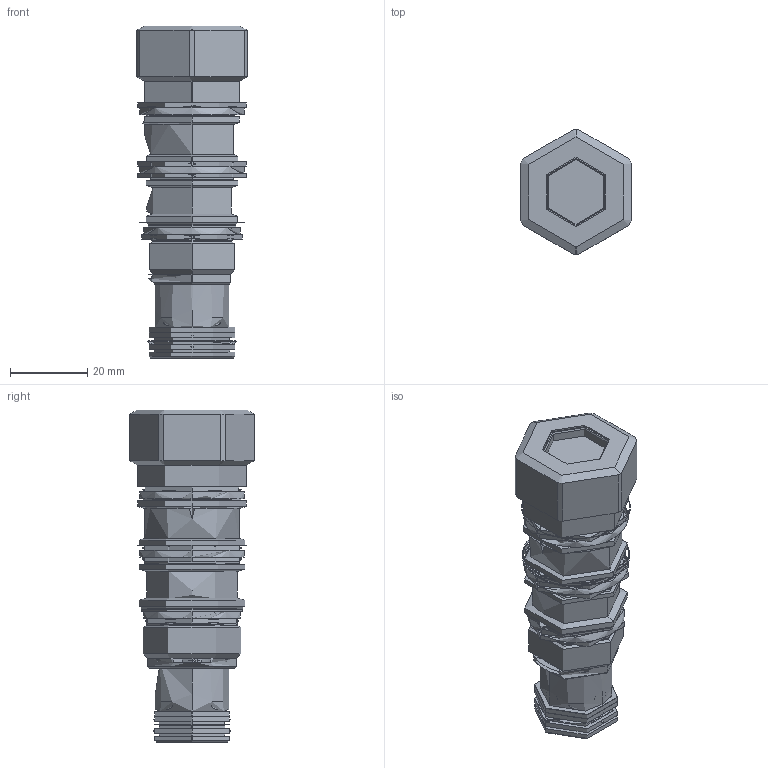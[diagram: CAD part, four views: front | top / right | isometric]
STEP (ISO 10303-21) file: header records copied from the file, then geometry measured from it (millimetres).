
FILE_DESCRIPTION((''),'2;1');
FILE_NAME('RVED8WN_SW','2021-08-06T09:58:08',('charlief'),(''),'CREO PARAMETRIC BY PTC INC, 2021072','CREO PARAMETRIC BY PTC INC, 2021072','');
FILE_SCHEMA(('CONFIG_CONTROL_DESIGN'));
Length unit declared in the file: inch
Products named in the file (1): RVED8WN_SW
Bounding box: 28.57 x 32.21 x 85.75 mm (x, y, z)
Topology: 0 solids, 0 shells, 253 faces, 1156 edges, 1132 vertices
Faces by surface type: cylinder 114, cone 48, torus 40, plane 37, revolution 14
Entity records: 23226 total; most frequent: CARTESIAN_POINT 12417, DIRECTION 2097, TRIMMED_CURVE 1310, DEFINITIONAL_REPRESENTATION 1108, PCURVE 1108, COMPOSITE_CURVE_SEGMENT 1108, VECTOR 1015, LINE 1015
